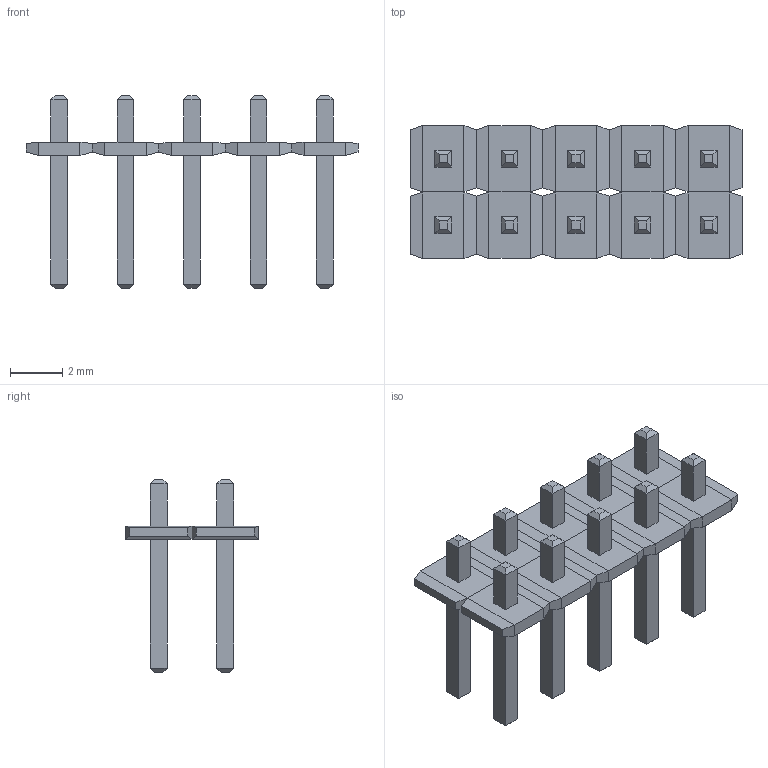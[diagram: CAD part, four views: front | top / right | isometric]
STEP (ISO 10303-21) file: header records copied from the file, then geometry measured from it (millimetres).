
FILE_DESCRIPTION(('STEP AP214'),'1');
FILE_NAME('87215-5_TYC','2023-10-25T08:46:32',(''),(''),'','','');
FILE_SCHEMA(('AUTOMOTIVE_DESIGN'));
Length unit declared in the file: millimetre
Products named in the file (1): product
Bounding box: 12.7 x 5.08 x 7.37 mm (x, y, z)
Volume: 57.2 mm3; surface area: 339.5 mm2
Topology: 22 solids, 22 shells, 324 faces, 648 edges, 368 vertices
Faces by surface type: plane 324
Entity records: 7758 total; most frequent: DIRECTION 1298, ORIENTED_EDGE 1296, CARTESIAN_POINT 693, EDGE_CURVE 648, LINE 648, VECTOR 648, VERTEX_POINT 368, AXIS2_PLACEMENT_3D 325
